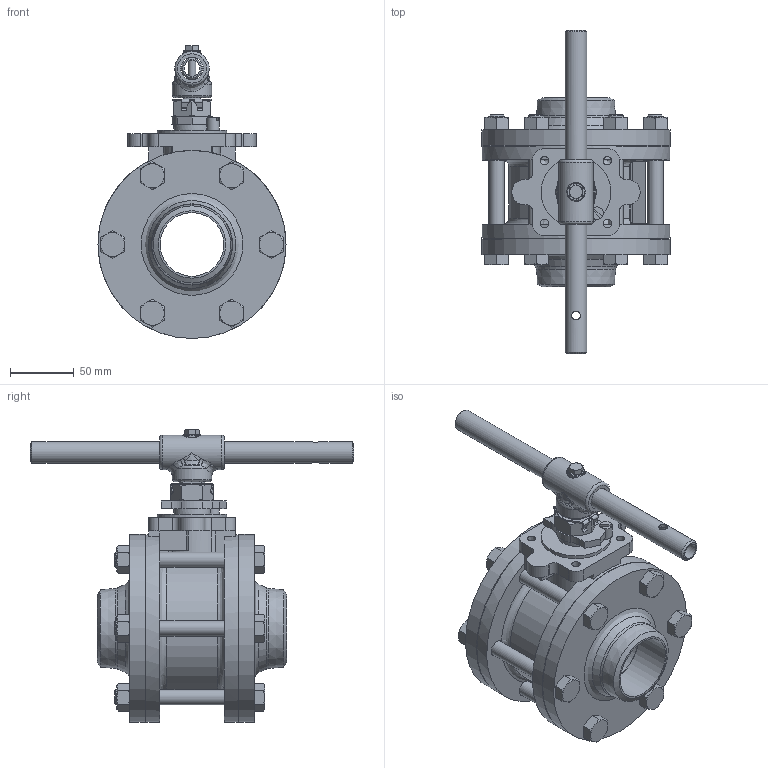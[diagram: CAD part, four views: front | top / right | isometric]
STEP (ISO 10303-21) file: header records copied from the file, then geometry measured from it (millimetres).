
FILE_DESCRIPTION((''),'2;1');
FILE_NAME('GA-A599-20-BWG-W-A-1.stp','2011-05-16T13:12:06',('jaday'),(''),'Autodesk Inventor 2009','Autodesk Inventor 2009','');
FILE_SCHEMA(('AUTOMOTIVE_DESIGN { 1 0 10303 214 1 1 1 1 }'));
Length unit declared in the file: millimetre
Products named in the file (13): GA-A599-20-BWG-W-A-1; GA-B45925-16000-A-1; GA-BM5920-27033-A-1; GA-A459-25-STEM-BUILD-A-1; GA-B81920-04038-A-1; GA-B00025-06002-A-1; M12-8-110-110-A-1; M12-8-000-360-A-1; GA-B00025-52001-A-1; GA-B81920-01005-A-1; B00025-01026-A-1; M06-8-030-110-A-1; GA-B81920-60096-A-1
Assembly tree (23 placements, depth 2):
  GA-A599-20-BWG-W-A-1
    GA-B45925-16000-A-1
    GA-BM5920-27033-A-1  x2
    GA-A459-25-STEM-BUILD-A-1
    GA-B81920-04038-A-1
    GA-B00025-06002-A-1
    M12-8-110-110-A-1  x6
    M12-8-000-360-A-1  x6
    GA-B00025-52001-A-1
    GA-B81920-01005-A-1
    B00025-01026-A-1
    M06-8-030-110-A-1
    GA-B81920-60096-A-1
Bounding box: 148 x 254.5 x 230.59 mm (x, y, z)
Volume: 1374753.7 mm3; surface area: 280383.4 mm2
Topology: 23 solids, 23 shells, 596 faces, 1435 edges, 883 vertices
Faces by surface type: plane 245, cone 147, cylinder 121, bspline 76, torus 7
Full cylindrical faces by diameter (mm): 6 x1, 7 x5, 9.95 x1, 10.106 x6, 12 x6, 12.48 x1, 12.5 x12, 12.9 x12, 17.1 x1, 17.75 x2, 19 x1, 27 x1, 29.075 x1, 31 x1, 50.125 x2, 50.9 x2, 52.4 x1, 54.93 x1, 110 x2, 148 x4
Entity records: 15005 total; most frequent: CARTESIAN_POINT 6041, ORIENTED_EDGE 1766, DIRECTION 1738, EDGE_CURVE 883, AXIS2_PLACEMENT_3D 699, VERTEX_POINT 584, EDGE_LOOP 519, FACE_OUTER_BOUND 385
